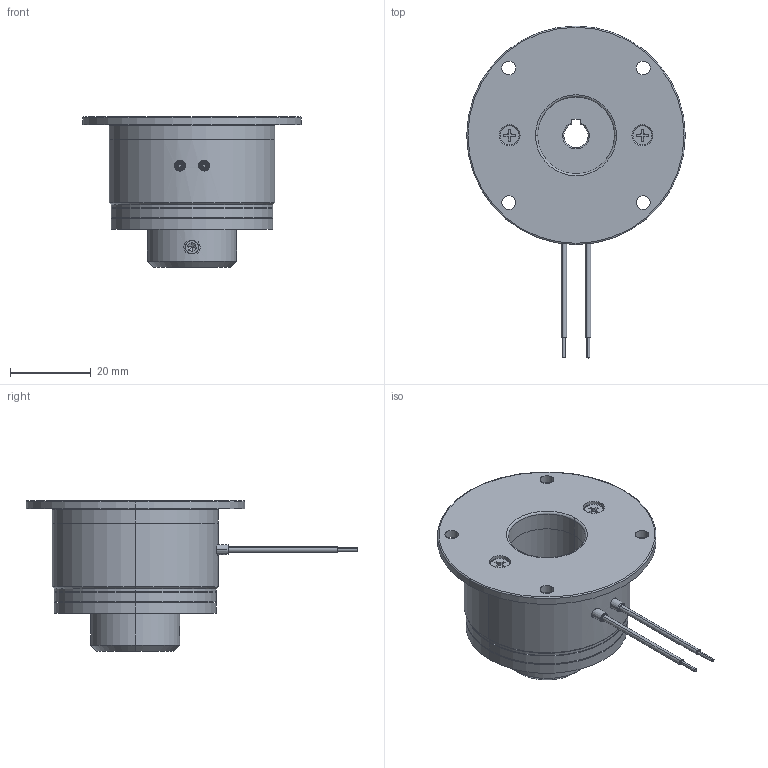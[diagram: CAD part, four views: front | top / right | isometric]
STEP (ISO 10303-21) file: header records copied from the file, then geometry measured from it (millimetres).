
FILE_DESCRIPTION (( 'STEP AP214' ), '1' );
FILE_NAME ('dr_bk_03P1-130_mu.STEP', '2021-11-30T13:01:26', ( '' ), ( '' ), 'SwSTEP 2.0', 'SolidWorks 2019', '' );
FILE_SCHEMA (( 'AUTOMOTIVE_DESIGN' ));
Length unit declared in the file: millimetre
Products named in the file (12): 10068745_000; 10068960_000; 10068741_000_Einbaul„nge 2,00 mm; 10068745_000_eingebaut; 10068743_000_genietet (1,7 mm Klemml�nge �2,6); 10069439_000; 10069012_000; 10069441_000_M 4 x 8; 10069440_000; 10069011_000; dr_bk_03P1-130_mu; 10069015_000
Assembly tree (19 placements, depth 4):
  dr_bk_03P1-130_mu
    10068960_000
    10069439_000
      10069440_000
      10069012_000
        10069011_000
        10069015_000
        10068745_000_eingebaut  x3
        10068743_000_genietet (1,7 mm Klemml�nge �2,6)  x3
      10068745_000  x3
      10068741_000_Einbaul„nge 2,00 mm  x3
      10069441_000_M 4 x 8
Bounding box: 54 x 82 x 37.25 mm (x, y, z)
Volume: 33657.6 mm3; surface area: 17163.3 mm2
Topology: 19 solids, 19 shells, 400 faces, 904 edges, 553 vertices
Faces by surface type: cylinder 171, cone 96, plane 85, torus 36, sphere 12
Entity records: 10800 total; most frequent: CARTESIAN_POINT 1841, DIRECTION 1616, ORIENTED_EDGE 1332, EDGE_CURVE 666, AXIS2_PLACEMENT_3D 658, VERTEX_POINT 417, EDGE_LOOP 371, CIRCLE 342
